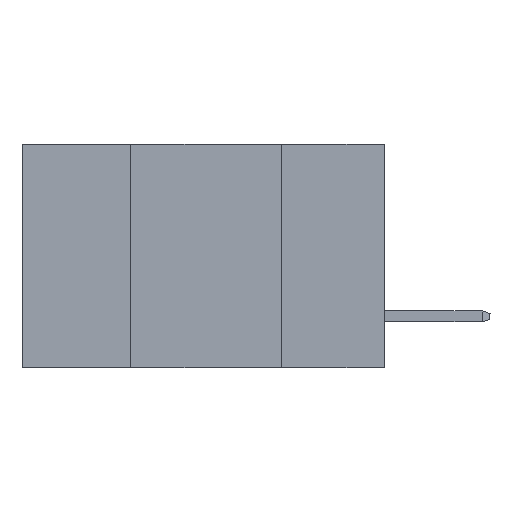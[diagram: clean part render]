
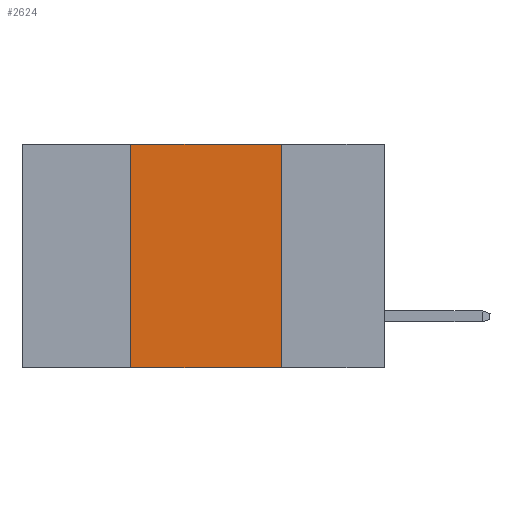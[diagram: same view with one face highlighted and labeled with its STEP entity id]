
A CAD part, left-side view. The second image highlights one B-rep face of the part: STEP entity #2624.
In plain terms, the highlighted planar face has unit normal (-1, 0, 0).
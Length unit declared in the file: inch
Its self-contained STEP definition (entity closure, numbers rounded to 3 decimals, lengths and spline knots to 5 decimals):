
#417 = ORIENTED_EDGE ( 'NONE', *, *, #1289, .F. ) ;
#987 = DIRECTION ( 'NONE',  ( 0., -1., 0. ) ) ;
#1289 = EDGE_CURVE ( 'NONE', #9359, #6453, #4219, .T. ) ;
#2549 = VERTEX_POINT ( 'NONE', #9162 ) ;
#2624 = ADVANCED_FACE ( 'NONE', ( #2949 ), #7878, .F. ) ;
#2922 = ORIENTED_EDGE ( 'NONE', *, *, #15717, .F. ) ;
#2949 = FACE_OUTER_BOUND ( 'NONE', #12109, .T. ) ;
#4161 = CARTESIAN_POINT ( 'NONE',  ( 0., 0.42, -0.37 ) ) ;
#4185 = CARTESIAN_POINT ( 'NONE',  ( 0., 0.42, -0.37 ) ) ;
#4219 = LINE ( 'NONE', #11659, #15804 ) ;
#4925 = VECTOR ( 'NONE', #10840, 39.37008 ) ;
#5839 = VERTEX_POINT ( 'NONE', #4185 ) ;
#5868 = VECTOR ( 'NONE', #987, 39.37008 ) ;
#6453 = VERTEX_POINT ( 'NONE', #8261 ) ;
#6504 = EDGE_CURVE ( 'NONE', #5839, #6453, #12045, .T. ) ;
#6719 = AXIS2_PLACEMENT_3D ( 'NONE', #6756, #9087, #15085 ) ;
#6756 = CARTESIAN_POINT ( 'NONE',  ( 0., 0.6, 0. ) ) ;
#7582 = EDGE_CURVE ( 'NONE', #5839, #2549, #10056, .T. ) ;
#7878 = PLANE ( 'NONE',  #6719 ) ;
#8261 = CARTESIAN_POINT ( 'NONE',  ( 0., 0.17, -0.37 ) ) ;
#9087 = DIRECTION ( 'NONE',  ( 1., 0., 0. ) ) ;
#9121 = VECTOR ( 'NONE', #13710, 39.37008 ) ;
#9162 = CARTESIAN_POINT ( 'NONE',  ( 0., 0.42, 0. ) ) ;
#9319 = CARTESIAN_POINT ( 'NONE',  ( 0., 0.6, 0. ) ) ;
#9359 = VERTEX_POINT ( 'NONE', #15479 ) ;
#9545 = CARTESIAN_POINT ( 'NONE',  ( 0., 0.6, -0.37 ) ) ;
#10056 = LINE ( 'NONE', #4161, #9121 ) ;
#10840 = DIRECTION ( 'NONE',  ( 0., -1., 0. ) ) ;
#11659 = CARTESIAN_POINT ( 'NONE',  ( 0., 0.17, -0.37 ) ) ;
#12045 = LINE ( 'NONE', #9545, #5868 ) ;
#12109 = EDGE_LOOP ( 'NONE', ( #417, #2922, #15529, #15635 ) ) ;
#13710 = DIRECTION ( 'NONE',  ( 0., 0., 1. ) ) ;
#14248 = DIRECTION ( 'NONE',  ( 0., 0., -1. ) ) ;
#15085 = DIRECTION ( 'NONE',  ( 0., 0., -1. ) ) ;
#15479 = CARTESIAN_POINT ( 'NONE',  ( 0., 0.17, 0. ) ) ;
#15485 = LINE ( 'NONE', #9319, #4925 ) ;
#15529 = ORIENTED_EDGE ( 'NONE', *, *, #7582, .F. ) ;
#15635 = ORIENTED_EDGE ( 'NONE', *, *, #6504, .T. ) ;
#15717 = EDGE_CURVE ( 'NONE', #2549, #9359, #15485, .T. ) ;
#15804 = VECTOR ( 'NONE', #14248, 39.37008 ) ;
